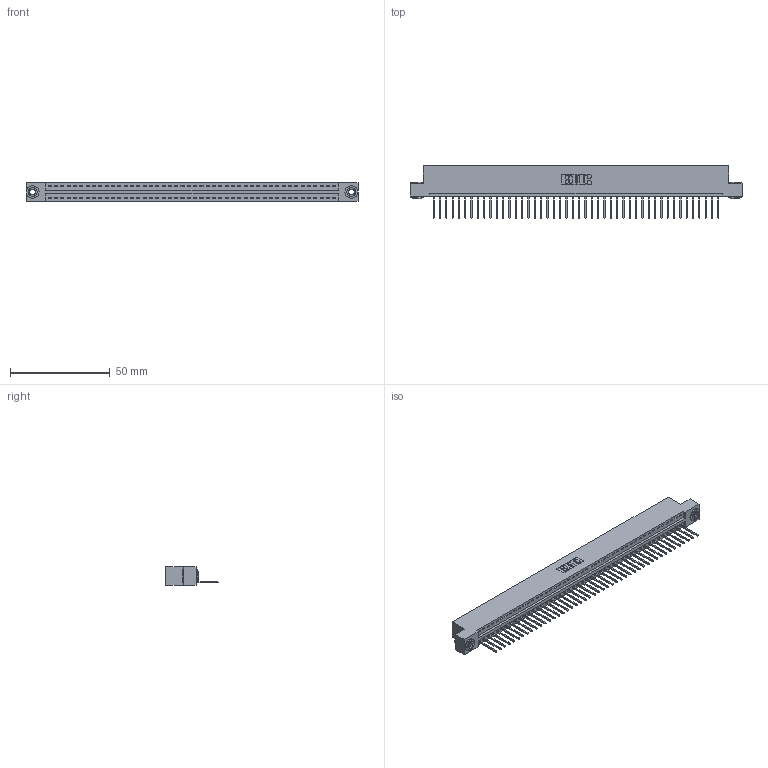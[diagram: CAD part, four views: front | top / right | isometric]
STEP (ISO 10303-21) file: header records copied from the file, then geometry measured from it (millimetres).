
FILE_DESCRIPTION (( 'STEP AP203' ), '1' );
FILE_NAME ('346-046-522-103.STEP', '2022-05-09T19:53:54', ( '' ), ( '' ), 'SwSTEP 2.0', 'SolidWorks 2020', '' );
FILE_SCHEMA (( 'CONFIG_CONTROL_DESIGN' ));
Length unit declared in the file: inch
Products named in the file (4): 345-250-002_345-250-002-102; 345-292-001_345-293-122; 346-046-522-103; 346 Part_Flush Mounting Lugs - 0.156 Dia-TH
Assembly tree (49 placements, depth 2):
  346-046-522-103
    346 Part_Flush Mounting Lugs - 0.156 Dia-TH
    345-292-001_345-293-122  x46
    345-250-002_345-250-002-102  x2
Bounding box: 166.62 x 26.42 x 9.4 mm (x, y, z)
Volume: 15984.2 mm3; surface area: 20442.1 mm2
Topology: 49 solids, 49 shells, 2842 faces, 8537 edges, 5626 vertices
Faces by surface type: plane 1940, cylinder 894, cone 8
Entity records: 29094 total; most frequent: CARTESIAN_POINT 4967, ORIENTED_EDGE 4938, DIRECTION 4407, EDGE_CURVE 2469, LINE 2129, VECTOR 2129, VERTEX_POINT 1642, AXIS2_PLACEMENT_3D 1139
